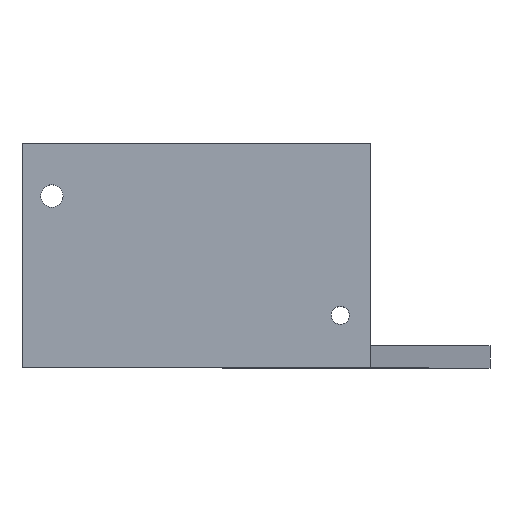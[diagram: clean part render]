
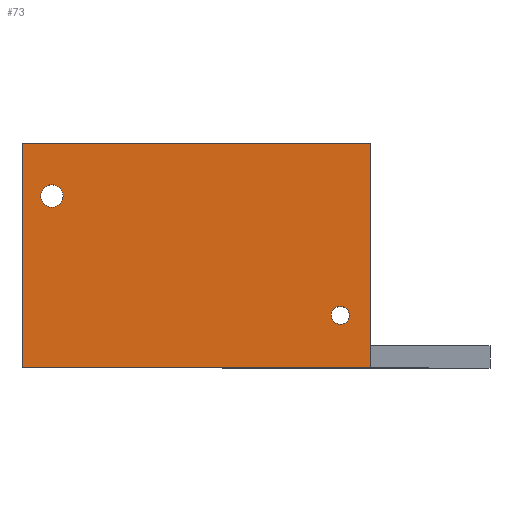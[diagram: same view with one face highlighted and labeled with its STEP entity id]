
A CAD part, top view. The second image highlights one B-rep face of the part: STEP entity #73.
In plain terms, the highlighted planar face has unit normal (0, 0, 1).
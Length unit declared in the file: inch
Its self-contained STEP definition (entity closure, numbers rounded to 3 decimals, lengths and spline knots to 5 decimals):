
#10 = EDGE_LOOP ( 'NONE', ( #119, #363 ) ) ;
#13 = CARTESIAN_POINT ( 'NONE',  ( 1.3925, 0.78, 0.09375 ) ) ;
#16 = CARTESIAN_POINT ( 'NONE',  ( -0.0625, -0.15625, 0.09375 ) ) ;
#21 = AXIS2_PLACEMENT_3D ( 'NONE', #498, #198, #353 ) ;
#48 = CIRCLE ( 'NONE', #221, 0.0375 ) ;
#51 = EDGE_CURVE ( 'NONE', #414, #144, #241, .T. ) ;
#57 = LINE ( 'NONE', #258, #328 ) ;
#59 = EDGE_CURVE ( 'NONE', #384, #312, #48, .T. ) ;
#65 = EDGE_LOOP ( 'NONE', ( #259, #597 ) ) ;
#68 = VERTEX_POINT ( 'NONE', #401 ) ;
#71 = CARTESIAN_POINT ( 'NONE',  ( 1.305, 0.0625, 0.09375 ) ) ;
#73 = ADVANCED_FACE ( 'NONE', ( #104, #496, #158 ), #163, .F. ) ;
#79 = DIRECTION ( 'NONE',  ( 1., 0., 0. ) ) ;
#104 = FACE_OUTER_BOUND ( 'NONE', #405, .T. ) ;
#108 = VERTEX_POINT ( 'NONE', #155 ) ;
#114 = CIRCLE ( 'NONE', #551, 0.0375 ) ;
#118 = DIRECTION ( 'NONE',  ( 0., 0., 1. ) ) ;
#119 = ORIENTED_EDGE ( 'NONE', *, *, #59, .F. ) ;
#123 = DIRECTION ( 'NONE',  ( 0., 0., 1. ) ) ;
#136 = CARTESIAN_POINT ( 'NONE',  ( 1.3925, -0.0625, 0.09375 ) ) ;
#143 = EDGE_CURVE ( 'NONE', #68, #199, #558, .T. ) ;
#144 = VERTEX_POINT ( 'NONE', #454 ) ;
#155 = CARTESIAN_POINT ( 'NONE',  ( 0.01562, 0.56125, 0.09375 ) ) ;
#158 = FACE_BOUND ( 'NONE', #10, .T. ) ;
#163 = PLANE ( 'NONE',  #444 ) ;
#166 = VECTOR ( 'NONE', #481, 39.37008 ) ;
#173 = CARTESIAN_POINT ( 'NONE',  ( 1.23, 0.0625, 0.09375 ) ) ;
#179 = EDGE_CURVE ( 'NONE', #144, #199, #57, .T. ) ;
#188 = EDGE_CURVE ( 'NONE', #312, #384, #114, .T. ) ;
#198 = DIRECTION ( 'NONE',  ( 0., 0., 1. ) ) ;
#199 = VERTEX_POINT ( 'NONE', #283 ) ;
#221 = AXIS2_PLACEMENT_3D ( 'NONE', #540, #588, #260 ) ;
#225 = DIRECTION ( 'NONE',  ( 0., -1., 0. ) ) ;
#240 = AXIS2_PLACEMENT_3D ( 'NONE', #408, #123, #451 ) ;
#241 = LINE ( 'NONE', #478, #166 ) ;
#258 = CARTESIAN_POINT ( 'NONE',  ( -0.0625, -0.0625, 0.09375 ) ) ;
#259 = ORIENTED_EDGE ( 'NONE', *, *, #569, .F. ) ;
#260 = DIRECTION ( 'NONE',  ( 1., 0., 0. ) ) ;
#267 = EDGE_CURVE ( 'NONE', #68, #414, #563, .T. ) ;
#283 = CARTESIAN_POINT ( 'NONE',  ( -0.0625, -0.15625, 0.09375 ) ) ;
#287 = ORIENTED_EDGE ( 'NONE', *, *, #51, .T. ) ;
#312 = VERTEX_POINT ( 'NONE', #71 ) ;
#328 = VECTOR ( 'NONE', #225, 39.37008 ) ;
#332 = EDGE_CURVE ( 'NONE', #415, #108, #443, .T. ) ;
#337 = VECTOR ( 'NONE', #500, 39.37008 ) ;
#353 = DIRECTION ( 'NONE',  ( 1., 0., 0. ) ) ;
#363 = ORIENTED_EDGE ( 'NONE', *, *, #188, .F. ) ;
#383 = ORIENTED_EDGE ( 'NONE', *, *, #143, .F. ) ;
#384 = VERTEX_POINT ( 'NONE', #173 ) ;
#401 = CARTESIAN_POINT ( 'NONE',  ( 1.3925, -0.15625, 0.09375 ) ) ;
#405 = EDGE_LOOP ( 'NONE', ( #456, #383, #442, #287 ) ) ;
#408 = CARTESIAN_POINT ( 'NONE',  ( 0.0625, 0.56125, 0.09375 ) ) ;
#414 = VERTEX_POINT ( 'NONE', #13 ) ;
#415 = VERTEX_POINT ( 'NONE', #596 ) ;
#425 = CIRCLE ( 'NONE', #21, 0.04688 ) ;
#442 = ORIENTED_EDGE ( 'NONE', *, *, #267, .T. ) ;
#443 = CIRCLE ( 'NONE', #240, 0.04688 ) ;
#444 = AXIS2_PLACEMENT_3D ( 'NONE', #544, #511, #461 ) ;
#451 = DIRECTION ( 'NONE',  ( 1., 0., 0. ) ) ;
#454 = CARTESIAN_POINT ( 'NONE',  ( -0.0625, 0.78, 0.09375 ) ) ;
#456 = ORIENTED_EDGE ( 'NONE', *, *, #179, .T. ) ;
#461 = DIRECTION ( 'NONE',  ( -1., 0., 0. ) ) ;
#468 = DIRECTION ( 'NONE',  ( 0., 1., 0. ) ) ;
#478 = CARTESIAN_POINT ( 'NONE',  ( -0.0625, 0.78, 0.09375 ) ) ;
#479 = VECTOR ( 'NONE', #468, 39.37008 ) ;
#481 = DIRECTION ( 'NONE',  ( -1., 0., 0. ) ) ;
#496 = FACE_BOUND ( 'NONE', #65, .T. ) ;
#498 = CARTESIAN_POINT ( 'NONE',  ( 0.0625, 0.56125, 0.09375 ) ) ;
#500 = DIRECTION ( 'NONE',  ( -1., 0., 0. ) ) ;
#511 = DIRECTION ( 'NONE',  ( 0., 0., -1. ) ) ;
#540 = CARTESIAN_POINT ( 'NONE',  ( 1.2675, 0.0625, 0.09375 ) ) ;
#544 = CARTESIAN_POINT ( 'NONE',  ( 0., 0., 0.09375 ) ) ;
#551 = AXIS2_PLACEMENT_3D ( 'NONE', #595, #118, #79 ) ;
#558 = LINE ( 'NONE', #16, #337 ) ;
#563 = LINE ( 'NONE', #136, #479 ) ;
#569 = EDGE_CURVE ( 'NONE', #108, #415, #425, .T. ) ;
#588 = DIRECTION ( 'NONE',  ( 0., 0., 1. ) ) ;
#595 = CARTESIAN_POINT ( 'NONE',  ( 1.2675, 0.0625, 0.09375 ) ) ;
#596 = CARTESIAN_POINT ( 'NONE',  ( 0.10938, 0.56125, 0.09375 ) ) ;
#597 = ORIENTED_EDGE ( 'NONE', *, *, #332, .F. ) ;
